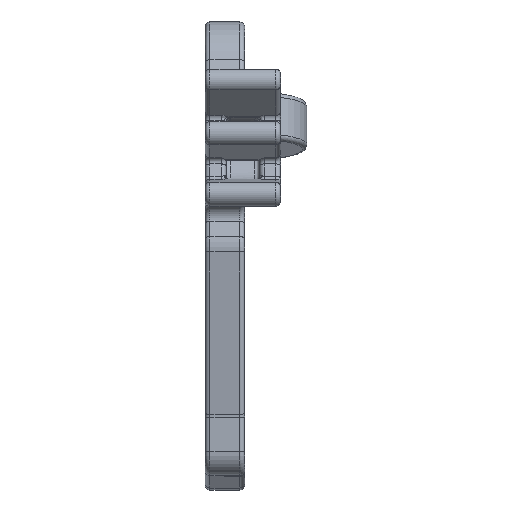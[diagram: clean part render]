
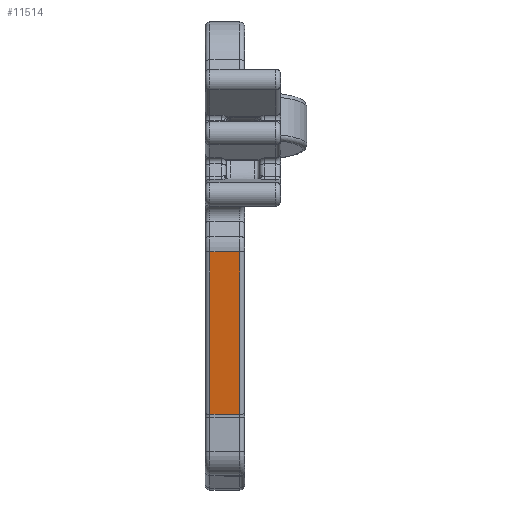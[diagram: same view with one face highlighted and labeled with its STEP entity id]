
A CAD part, left-side view. The second image highlights one B-rep face of the part: STEP entity #11514.
In plain terms, the highlighted planar face has unit normal (-0.992, 0, -0.126).
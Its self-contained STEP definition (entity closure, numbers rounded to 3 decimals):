
#195=PLANE('',#13113);
#687=LINE('',#21621,#1283);
#706=LINE('',#21828,#1302);
#733=LINE('',#22005,#1329);
#734=LINE('',#22007,#1330);
#1283=VECTOR('',#16211,10.);
#1302=VECTOR('',#16458,10.);
#1329=VECTOR('',#16647,10.);
#1330=VECTOR('',#16650,10.);
#2520=FACE_OUTER_BOUND('',#3311,.T.);
#3311=EDGE_LOOP('',(#10015,#10016,#10017,#10018));
#5457=VERTEX_POINT('',#21615);
#5458=VERTEX_POINT('',#21619);
#5492=VERTEX_POINT('',#21822);
#5493=VERTEX_POINT('',#21826);
#6927=EDGE_CURVE('',#5458,#5457,#687,.T.);
#7014=EDGE_CURVE('',#5492,#5493,#706,.T.);
#7081=EDGE_CURVE('',#5458,#5493,#733,.T.);
#7082=EDGE_CURVE('',#5457,#5492,#734,.T.);
#10015=ORIENTED_EDGE('',*,*,#6927,.F.);
#10016=ORIENTED_EDGE('',*,*,#7081,.T.);
#10017=ORIENTED_EDGE('',*,*,#7014,.F.);
#10018=ORIENTED_EDGE('',*,*,#7082,.F.);
#11514=ADVANCED_FACE('',(#2520),#195,.T.);
#13113=AXIS2_PLACEMENT_3D('',#22006,#16648,#16649);
#16211=DIRECTION('',(0.126,0.,-0.992));
#16458=DIRECTION('',(-0.126,0.,0.992));
#16647=DIRECTION('',(0.,1.,0.));
#16648=DIRECTION('center_axis',(-0.992,0.,-0.126));
#16649=DIRECTION('ref_axis',(-0.126,0.,0.992));
#16650=DIRECTION('',(0.,1.,0.));
#21615=CARTESIAN_POINT('',(-22.716,0.4,-13.875));
#21619=CARTESIAN_POINT('',(-24.429,0.4,-0.339));
#21621=CARTESIAN_POINT('',(-23.351,0.4,-8.856));
#21822=CARTESIAN_POINT('',(-22.716,2.9,-13.875));
#21826=CARTESIAN_POINT('',(-24.429,2.9,-0.339));
#21828=CARTESIAN_POINT('',(-23.351,2.9,-8.856));
#22005=CARTESIAN_POINT('',(-24.429,0.,-0.339));
#22006=CARTESIAN_POINT('Origin',(-22.7,0.,-14.));
#22007=CARTESIAN_POINT('',(-22.716,0.,-13.875));
